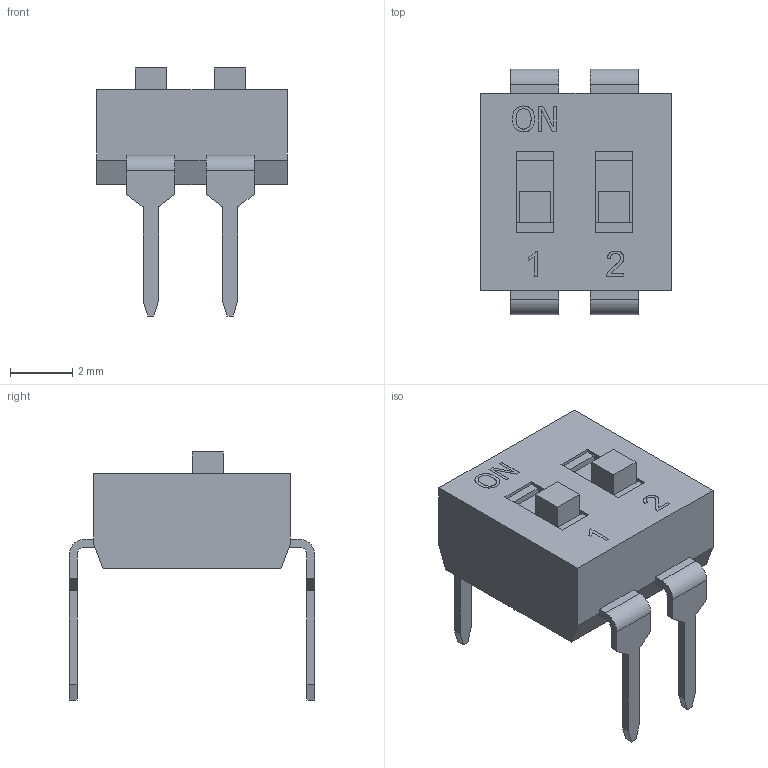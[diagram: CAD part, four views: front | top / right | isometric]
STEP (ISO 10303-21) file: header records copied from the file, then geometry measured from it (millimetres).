
FILE_DESCRIPTION(/* description */ (''),/* implementation_level */ '2;1');
FILE_NAME(/* name */ 'KAE02LHGx.stp',/* time_stamp */ '2025-05-21T09:14:30-05:00',/* author */ ('mroman'),/* organization */ (''),/* preprocessor_version */ 'ST-DEVELOPER v18.1',/* originating_system */ 'Autodesk Inventor 2022',/* authorisation */ '');
FILE_SCHEMA (('AUTOMOTIVE_DESIGN { 1 0 10303 214 3 1 1 }'));
Length unit declared in the file: centimetre
Products named in the file (1): KAE02LHGx
Bounding box: 6.12 x 7.87 x 7.95 mm (x, y, z)
Volume: 121.1 mm3; surface area: 207.8 mm2
Topology: 1 solids, 1 shells, 147 faces, 410 edges, 272 vertices
Faces by surface type: plane 114, bspline 25, cylinder 8
Entity records: 4890 total; most frequent: CARTESIAN_POINT 1232, ORIENTED_EDGE 820, DIRECTION 622, EDGE_CURVE 410, LINE 344, VECTOR 344, VERTEX_POINT 272, EDGE_LOOP 154
